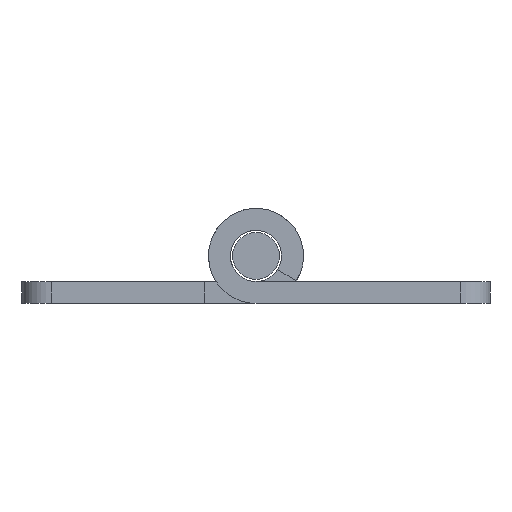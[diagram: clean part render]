
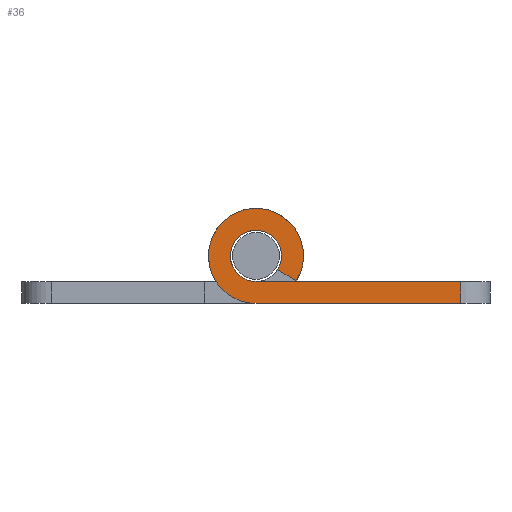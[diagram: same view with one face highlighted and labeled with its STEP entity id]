
A CAD part, front view. The second image highlights one B-rep face of the part: STEP entity #36.
In plain terms, the highlighted planar face has unit normal (0, -1, 0).
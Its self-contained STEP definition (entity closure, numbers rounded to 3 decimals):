
#36=ADVANCED_FACE('',(#106),#1247,.T.);
#106=FACE_OUTER_BOUND('',#182,.T.);
#182=EDGE_LOOP('',(#316,#317,#318,#319,#320,#321));
#316=ORIENTED_EDGE('',*,*,#643,.F.);
#317=ORIENTED_EDGE('',*,*,#640,.F.);
#318=ORIENTED_EDGE('',*,*,#636,.F.);
#319=ORIENTED_EDGE('',*,*,#652,.F.);
#320=ORIENTED_EDGE('',*,*,#649,.F.);
#321=ORIENTED_EDGE('',*,*,#717,.F.);
#636=EDGE_CURVE('',#1084,#1085,#983,.T.);
#640=EDGE_CURVE('',#1085,#1088,#855,.T.);
#643=EDGE_CURVE('',#1088,#1134,#987,.T.);
#649=EDGE_CURVE('',#1140,#1090,#993,.T.);
#652=EDGE_CURVE('',#1090,#1084,#857,.T.);
#717=EDGE_CURVE('',#1134,#1140,#1035,.T.);
#855=TRIMMED_CURVE($,#919,(#1761),(#1762),.T.,.CARTESIAN.);
#857=TRIMMED_CURVE($,#921,(#1787),(#1788),.T.,.CARTESIAN.);
#919=CIRCLE('',#1380,1.75);
#921=CIRCLE('',#1382,3.25);
#983=B_SPLINE_CURVE_WITH_KNOTS('',1,(#1752,#1753),.UNSPECIFIED.,.F.,.F.,
(2,2),(50.623,52.123),.UNSPECIFIED.);
#987=B_SPLINE_CURVE_WITH_KNOTS('',1,(#1768,#1769),.UNSPECIFIED.,.F.,.F.,
(2,2),(61.355,75.355),.UNSPECIFIED.);
#993=B_SPLINE_CURVE_WITH_KNOTS('',1,(#1780,#1781),.UNSPECIFIED.,.F.,.F.,
(2,2),(80.855,94.855),.UNSPECIFIED.);
#1035=B_SPLINE_CURVE_WITH_KNOTS('',1,(#1936,#1937),.UNSPECIFIED.,.F.,.F.,
(2,2),(0.,1.5),.UNSPECIFIED.);
#1084=VERTEX_POINT('',#1688);
#1085=VERTEX_POINT('',#1689);
#1088=VERTEX_POINT('',#1692);
#1090=VERTEX_POINT('',#1694);
#1134=VERTEX_POINT('',#1738);
#1140=VERTEX_POINT('',#1744);
#1247=PLANE('',#1378);
#1378=AXIS2_PLACEMENT_3D('',#1686,#1500,$);
#1380=AXIS2_PLACEMENT_3D($,#1760,#1502,#1503);
#1382=AXIS2_PLACEMENT_3D($,#1786,#1506,#1507);
#1500=DIRECTION('',(0.,-1.,0.));
#1502=DIRECTION('',(0.,-1.,0.));
#1503=DIRECTION('',(0.846,0.,-0.534));
#1506=DIRECTION('',(0.,1.,0.));
#1507=DIRECTION('',(0.,0.,-1.));
#1686=CARTESIAN_POINT('',(0.172,0.,9.697));
#1688=CARTESIAN_POINT('',(8.588,0.,3.919));
#1689=CARTESIAN_POINT('',(7.308,0.,4.701));
#1692=CARTESIAN_POINT('',(5.828,0.,3.885));
#1694=CARTESIAN_POINT('',(5.828,0.,2.385));
#1738=CARTESIAN_POINT('',(19.828,0.,3.885));
#1744=CARTESIAN_POINT('',(19.828,0.,2.385));
#1752=CARTESIAN_POINT('',(8.588,0.,3.919));
#1753=CARTESIAN_POINT('',(7.308,0.,4.701));
#1760=CARTESIAN_POINT('',(5.828,0.,5.635));
#1761=CARTESIAN_POINT('',(7.308,0.,4.701));
#1762=CARTESIAN_POINT('',(5.828,0.,3.885));
#1768=CARTESIAN_POINT('',(5.828,0.,3.885));
#1769=CARTESIAN_POINT('',(19.828,0.,3.885));
#1780=CARTESIAN_POINT('',(19.828,0.,2.385));
#1781=CARTESIAN_POINT('',(5.828,0.,2.385));
#1786=CARTESIAN_POINT('',(5.828,0.,5.635));
#1787=CARTESIAN_POINT('',(5.828,0.,2.385));
#1788=CARTESIAN_POINT('',(8.588,0.,3.919));
#1936=CARTESIAN_POINT('',(19.828,0.,3.885));
#1937=CARTESIAN_POINT('',(19.828,0.,2.385));
